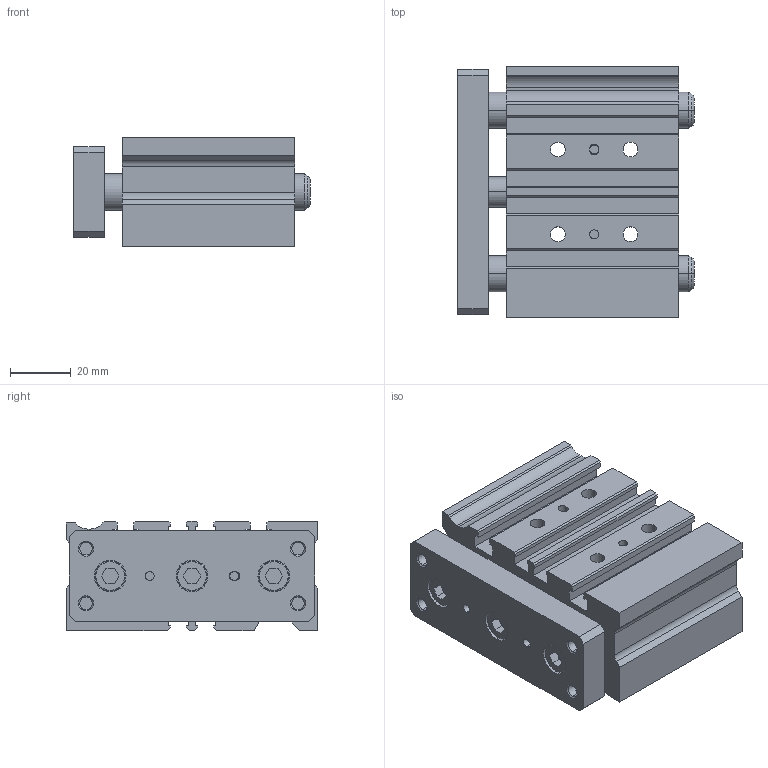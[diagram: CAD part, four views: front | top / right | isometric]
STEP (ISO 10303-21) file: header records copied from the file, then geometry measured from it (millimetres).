
FILE_DESCRIPTION (( 'STEP AP203' ), '1' );
FILE_NAME ('W143020A020N.step', '2025-05-29T12:47:12', ( '' ), ( '' ), 'SwSTEP 2.0', 'SolidWorks 2024', '' );
FILE_SCHEMA (( 'CONFIG_CONTROL_DESIGN' ));
Length unit declared in the file: inch
Products named in the file (3): W143020A020N_ROD; W143020A020N; W143020A020N_BODY
Assembly tree (2 placements, depth 2):
  W143020A020N
    W143020A020N_BODY
    W143020A020N_ROD
Bounding box: 78 x 83 x 36 mm (x, y, z)
Volume: 159885.7 mm3; surface area: 53859.6 mm2
Topology: 5 solids, 5 shells, 351 faces, 853 edges, 552 vertices
Faces by surface type: plane 172, cylinder 141, cone 28, torus 10
Entity records: 10682 total; most frequent: DIRECTION 1895, CARTESIAN_POINT 1761, ORIENTED_EDGE 1706, EDGE_CURVE 853, AXIS2_PLACEMENT_3D 686, VERTEX_POINT 552, VECTOR 523, LINE 523
